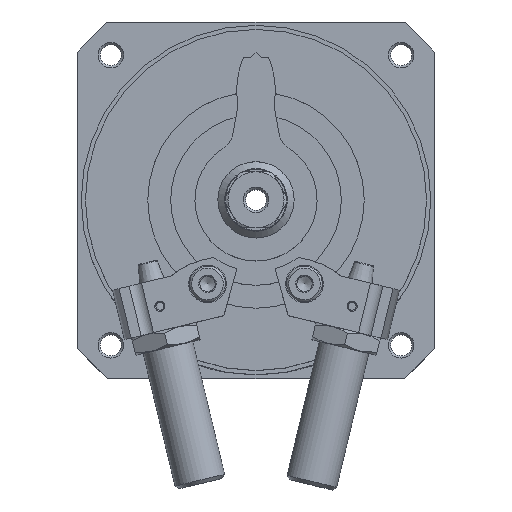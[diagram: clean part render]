
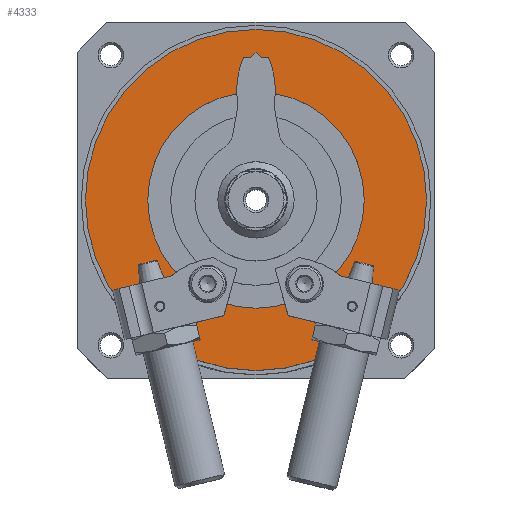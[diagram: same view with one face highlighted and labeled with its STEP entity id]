
A CAD part, top view. The second image highlights one B-rep face of the part: STEP entity #4333.
In plain terms, the highlighted face is planar.
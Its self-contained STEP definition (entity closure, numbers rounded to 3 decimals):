
#186=PLANE('',#4986);
#875=ORIENTED_EDGE('',*,*,#1956,.F.);
#876=ORIENTED_EDGE('',*,*,#1957,.T.);
#1956=EDGE_CURVE('',#2506,#2506,#2923,.T.);
#1957=EDGE_CURVE('',#2507,#2507,#2924,.T.);
#2506=VERTEX_POINT('',#7161);
#2507=VERTEX_POINT('',#7163);
#2923=CIRCLE('',#4987,33.5);
#2924=CIRCLE('',#4988,21.25);
#3236=EDGE_LOOP('',(#875));
#3237=EDGE_LOOP('',(#876));
#3747=FACE_BOUND('',#3236,.T.);
#3748=FACE_BOUND('',#3237,.T.);
#4333=ADVANCED_FACE('',(#3747,#3748),#186,.F.);
#4986=AXIS2_PLACEMENT_3D('',#7159,#5686,#5687);
#4987=AXIS2_PLACEMENT_3D('',#7160,#5688,#5689);
#4988=AXIS2_PLACEMENT_3D('',#7162,#5690,#5691);
#5686=DIRECTION('',(1.,0.,0.));
#5687=DIRECTION('',(0.,0.,-1.));
#5688=DIRECTION('',(1.,0.,0.));
#5689=DIRECTION('',(0.,0.,-1.));
#5690=DIRECTION('',(1.,0.,0.));
#5691=DIRECTION('',(0.,0.,-1.));
#7159=CARTESIAN_POINT('',(-39.1,0.,0.));
#7160=CARTESIAN_POINT('',(-39.1,0.,0.));
#7161=CARTESIAN_POINT('',(-39.1,0.,-33.5));
#7162=CARTESIAN_POINT('',(-39.1,0.,0.));
#7163=CARTESIAN_POINT('',(-39.1,0.,-21.25));
